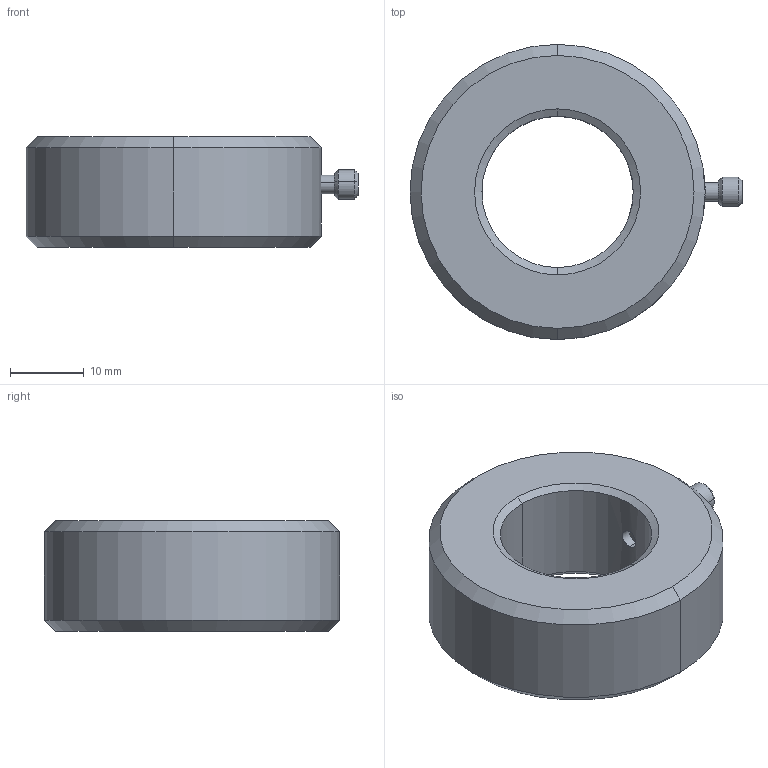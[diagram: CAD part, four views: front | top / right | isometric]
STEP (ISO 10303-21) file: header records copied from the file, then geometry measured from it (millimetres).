
FILE_DESCRIPTION(('no description'),'unknown implementation level');
FILE_NAME('E1F8E7CA-1131-4BE1-93EA-0C4D5B9A6E68_export.stp',' ',('CIMSOURCE GmbH'),('CADClick - KiM GmbH - www.kimweb.de'),'unknown preprocess','ACIS','unknown authorization');
FILE_SCHEMA(('automotive_design'));
Length unit declared in the file: millimetre
Products named in the file (2): 112.385 Kaiser GB ES32_ES16 (NV)|195.007 Kaiser Klemmschraube M4x13.5_Standard;NONE; 112.385 Kaiser GB ES32_ES16 (NV)|112.385 Kaiser GB ES32_ES16 (NV)_Standard;NONE
Bounding box: 45 x 40 x 15 mm (x, y, z)
Volume: 13610 mm3; surface area: 4618 mm2
Topology: 2 solids, 2 shells, 29 faces, 58 edges, 34 vertices
Faces by surface type: cone 14, cylinder 10, plane 5
Entity records: 1573 total; most frequent: CARTESIAN_POINT 212, DIRECTION 152, STYLED_ITEM 121, PRESENTATION_STYLE_ASSIGNMENT 121, COLOUR_RGB 121, ORIENTED_EDGE 116, AXIS2_PLACEMENT_3D 64, EDGE_CURVE 58
